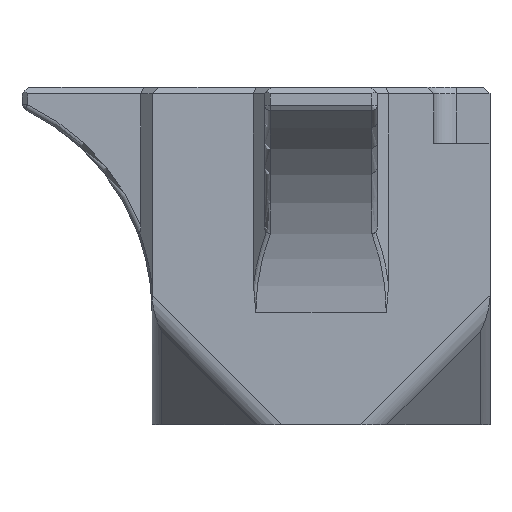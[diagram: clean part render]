
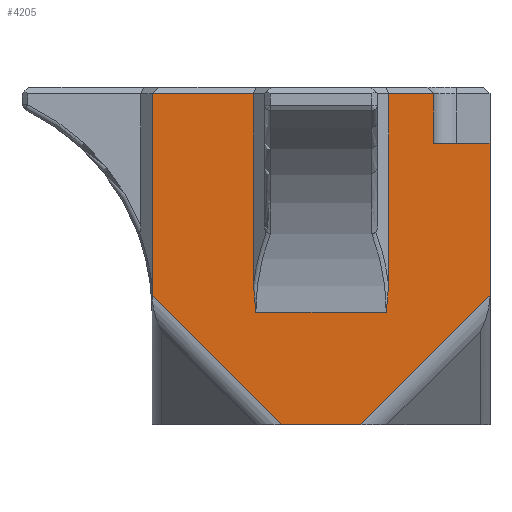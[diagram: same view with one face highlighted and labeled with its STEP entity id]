
A CAD part, left-side view. The second image highlights one B-rep face of the part: STEP entity #4205.
In plain terms, the highlighted planar face has unit normal (-1, 0, 0).
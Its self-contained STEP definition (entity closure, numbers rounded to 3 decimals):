
#52 = LINE ( 'NONE', #481, #4544 ) ;
#130 = VERTEX_POINT ( 'NONE', #21309 ) ;
#462 = ORIENTED_EDGE ( 'NONE', *, *, #16967, .F. ) ;
#481 = CARTESIAN_POINT ( 'NONE',  ( 0., 0., 29.4 ) ) ;
#995 = DIRECTION ( 'NONE',  ( 0., 0., -1. ) ) ;
#1194 = CARTESIAN_POINT ( 'NONE',  ( 0., 0., 29.4 ) ) ;
#1231 = CARTESIAN_POINT ( 'NONE',  ( 0., 21., 30. ) ) ;
#1527 = VECTOR ( 'NONE', #15214, 1000. ) ;
#1708 = CARTESIAN_POINT ( 'NONE',  ( 0., 0., 30. ) ) ;
#1764 = CARTESIAN_POINT ( 'NONE',  ( 0., 20.793, 10. ) ) ;
#1833 = LINE ( 'NONE', #8535, #15175 ) ;
#1927 = CARTESIAN_POINT ( 'NONE',  ( 0., 0.732, 10.732 ) ) ;
#2159 = DIRECTION ( 'NONE',  ( 0., -1., 0. ) ) ;
#2255 = DIRECTION ( 'NONE',  ( 0., -1., 0. ) ) ;
#2830 = CARTESIAN_POINT ( 'NONE',  ( 0., 9., 12.446 ) ) ;
#2995 = LINE ( 'NONE', #1231, #13705 ) ;
#3065 = DIRECTION ( 'NONE',  ( 0., 0., -1. ) ) ;
#3142 = DIRECTION ( 'NONE',  ( 0., 1., 0. ) ) ;
#3214 = ORIENTED_EDGE ( 'NONE', *, *, #18384, .F. ) ;
#3230 = CARTESIAN_POINT ( 'NONE',  ( 0., 21., 12.446 ) ) ;
#3251 = ORIENTED_EDGE ( 'NONE', *, *, #5629, .T. ) ;
#3529 = VECTOR ( 'NONE', #2255, 1000. ) ;
#3689 = VERTEX_POINT ( 'NONE', #8682 ) ;
#4205 = ADVANCED_FACE ( 'NONE', ( #9941 ), #14663, .F. ) ;
#4544 = VECTOR ( 'NONE', #16756, 1000. ) ;
#5377 = EDGE_LOOP ( 'NONE', ( #12572, #13881, #18309, #16980, #3214, #20621, #17876, #5965, #19399, #19203, #3251, #13531, #462, #11128 ) ) ;
#5521 = EDGE_CURVE ( 'NONE', #20977, #3689, #11534, .T. ) ;
#5629 = EDGE_CURVE ( 'NONE', #9629, #16409, #20825, .T. ) ;
#5965 = ORIENTED_EDGE ( 'NONE', *, *, #16073, .T. ) ;
#6563 = VERTEX_POINT ( 'NONE', #17685 ) ;
#6624 = B_SPLINE_CURVE_WITH_KNOTS ( 'NONE', 3,
 ( #20258, #10248, #8397, #3230 ),
 .UNSPECIFIED., .F., .F.,
 ( 4, 4 ),
 ( 0., 0.002 ),
 .UNSPECIFIED. ) ;
#6800 = VECTOR ( 'NONE', #3065, 1000. ) ;
#7123 = EDGE_CURVE ( 'NONE', #7802, #8517, #12533, .T. ) ;
#7198 = CARTESIAN_POINT ( 'NONE',  ( 0., 0., 25. ) ) ;
#7270 = AXIS2_PLACEMENT_3D ( 'NONE', #1708, #21705, #3142 ) ;
#7487 = CARTESIAN_POINT ( 'NONE',  ( 0., 9., 29.4 ) ) ;
#7802 = VERTEX_POINT ( 'NONE', #15044 ) ;
#8220 = CARTESIAN_POINT ( 'NONE',  ( 0., 9., 10. ) ) ;
#8225 = CARTESIAN_POINT ( 'NONE',  ( 0., 21., 12.446 ) ) ;
#8397 = CARTESIAN_POINT ( 'NONE',  ( 0., 21., 11.626 ) ) ;
#8443 = EDGE_CURVE ( 'NONE', #21246, #9629, #1833, .T. ) ;
#8517 = VERTEX_POINT ( 'NONE', #9079 ) ;
#8535 = CARTESIAN_POINT ( 'NONE',  ( 0., 19.268, 0.732 ) ) ;
#8682 = CARTESIAN_POINT ( 'NONE',  ( 0., 5., 29.4 ) ) ;
#8833 = VERTEX_POINT ( 'NONE', #8225 ) ;
#9079 = CARTESIAN_POINT ( 'NONE',  ( 0., 9.207, 10. ) ) ;
#9544 = LINE ( 'NONE', #1194, #18978 ) ;
#9629 = VERTEX_POINT ( 'NONE', #19815 ) ;
#9941 = FACE_OUTER_BOUND ( 'NONE', #5377, .T. ) ;
#9961 = CARTESIAN_POINT ( 'NONE',  ( 0., 9., 11.626 ) ) ;
#10248 = CARTESIAN_POINT ( 'NONE',  ( 0., 20.92, 10.809 ) ) ;
#10806 = EDGE_CURVE ( 'NONE', #13636, #8833, #6624, .T. ) ;
#11024 = CARTESIAN_POINT ( 'NONE',  ( 0., 20., 10. ) ) ;
#11035 = VECTOR ( 'NONE', #995, 1000. ) ;
#11104 = CARTESIAN_POINT ( 'NONE',  ( 0., 30., 30. ) ) ;
#11128 = ORIENTED_EDGE ( 'NONE', *, *, #17279, .F. ) ;
#11333 = DIRECTION ( 'NONE',  ( 0., 0., 1. ) ) ;
#11534 = LINE ( 'NONE', #18630, #1527 ) ;
#12239 = LINE ( 'NONE', #7198, #3529 ) ;
#12249 = CARTESIAN_POINT ( 'NONE',  ( 0., 0., 0. ) ) ;
#12533 = B_SPLINE_CURVE_WITH_KNOTS ( 'NONE', 3,
 ( #2830, #9961, #16548, #14901 ),
 .UNSPECIFIED., .F., .F.,
 ( 4, 4 ),
 ( 0., 0.002 ),
 .UNSPECIFIED. ) ;
#12572 = ORIENTED_EDGE ( 'NONE', *, *, #5521, .T. ) ;
#12664 = LINE ( 'NONE', #11024, #18272 ) ;
#13355 = EDGE_CURVE ( 'NONE', #21424, #21246, #20680, .T. ) ;
#13531 = ORIENTED_EDGE ( 'NONE', *, *, #21037, .T. ) ;
#13636 = VERTEX_POINT ( 'NONE', #1764 ) ;
#13705 = VECTOR ( 'NONE', #11333, 1000. ) ;
#13758 = EDGE_CURVE ( 'NONE', #14486, #7802, #14687, .T. ) ;
#13881 = ORIENTED_EDGE ( 'NONE', *, *, #18192, .T. ) ;
#14118 = LINE ( 'NONE', #17861, #18947 ) ;
#14486 = VERTEX_POINT ( 'NONE', #7487 ) ;
#14663 = PLANE ( 'NONE',  #7270 ) ;
#14687 = LINE ( 'NONE', #8220, #6800 ) ;
#14901 = CARTESIAN_POINT ( 'NONE',  ( 0., 9.207, 10. ) ) ;
#15044 = CARTESIAN_POINT ( 'NONE',  ( 0., 9., 12.446 ) ) ;
#15076 = CARTESIAN_POINT ( 'NONE',  ( 0., 11.464, 0. ) ) ;
#15175 = VECTOR ( 'NONE', #18743, 1000. ) ;
#15214 = DIRECTION ( 'NONE',  ( 0., 0., 1. ) ) ;
#15634 = VECTOR ( 'NONE', #16644, 1000. ) ;
#15815 = VERTEX_POINT ( 'NONE', #20781 ) ;
#16073 = EDGE_CURVE ( 'NONE', #130, #21424, #52, .T. ) ;
#16234 = DIRECTION ( 'NONE',  ( 0., 1., 0. ) ) ;
#16409 = VERTEX_POINT ( 'NONE', #15076 ) ;
#16548 = CARTESIAN_POINT ( 'NONE',  ( 0., 9.08, 10.809 ) ) ;
#16644 = DIRECTION ( 'NONE',  ( 0., -0.707, 0.707 ) ) ;
#16756 = DIRECTION ( 'NONE',  ( 0., 1., 0. ) ) ;
#16758 = LINE ( 'NONE', #1927, #15634 ) ;
#16855 = CARTESIAN_POINT ( 'NONE',  ( 0., 5., 25. ) ) ;
#16967 = EDGE_CURVE ( 'NONE', #6563, #15815, #14118, .T. ) ;
#16980 = ORIENTED_EDGE ( 'NONE', *, *, #7123, .T. ) ;
#17279 = EDGE_CURVE ( 'NONE', #20977, #6563, #12239, .T. ) ;
#17387 = CARTESIAN_POINT ( 'NONE',  ( 0., 30., 29.4 ) ) ;
#17685 = CARTESIAN_POINT ( 'NONE',  ( 0., 0., 25. ) ) ;
#17732 = DIRECTION ( 'NONE',  ( 0., -1., 0. ) ) ;
#17861 = CARTESIAN_POINT ( 'NONE',  ( 0., 0., 30. ) ) ;
#17876 = ORIENTED_EDGE ( 'NONE', *, *, #18810, .T. ) ;
#18192 = EDGE_CURVE ( 'NONE', #3689, #14486, #9544, .T. ) ;
#18272 = VECTOR ( 'NONE', #17732, 1000. ) ;
#18309 = ORIENTED_EDGE ( 'NONE', *, *, #13758, .T. ) ;
#18384 = EDGE_CURVE ( 'NONE', #13636, #8517, #12664, .T. ) ;
#18630 = CARTESIAN_POINT ( 'NONE',  ( 0., 5., 25. ) ) ;
#18743 = DIRECTION ( 'NONE',  ( 0., -0.707, -0.707 ) ) ;
#18810 = EDGE_CURVE ( 'NONE', #8833, #130, #2995, .T. ) ;
#18947 = VECTOR ( 'NONE', #20952, 1000. ) ;
#18978 = VECTOR ( 'NONE', #16234, 1000. ) ;
#19203 = ORIENTED_EDGE ( 'NONE', *, *, #8443, .T. ) ;
#19399 = ORIENTED_EDGE ( 'NONE', *, *, #13355, .T. ) ;
#19815 = CARTESIAN_POINT ( 'NONE',  ( 0., 18.536, 0. ) ) ;
#20138 = VECTOR ( 'NONE', #2159, 1000. ) ;
#20258 = CARTESIAN_POINT ( 'NONE',  ( 0., 20.793, 10. ) ) ;
#20621 = ORIENTED_EDGE ( 'NONE', *, *, #10806, .T. ) ;
#20680 = LINE ( 'NONE', #11104, #11035 ) ;
#20781 = CARTESIAN_POINT ( 'NONE',  ( 0., 0., 11.464 ) ) ;
#20825 = LINE ( 'NONE', #12249, #20138 ) ;
#20952 = DIRECTION ( 'NONE',  ( 0., 0., -1. ) ) ;
#20977 = VERTEX_POINT ( 'NONE', #16855 ) ;
#21037 = EDGE_CURVE ( 'NONE', #16409, #15815, #16758, .T. ) ;
#21246 = VERTEX_POINT ( 'NONE', #21469 ) ;
#21309 = CARTESIAN_POINT ( 'NONE',  ( 0., 21., 29.4 ) ) ;
#21424 = VERTEX_POINT ( 'NONE', #17387 ) ;
#21469 = CARTESIAN_POINT ( 'NONE',  ( 0., 30., 11.464 ) ) ;
#21705 = DIRECTION ( 'NONE',  ( 1., 0., 0. ) ) ;
